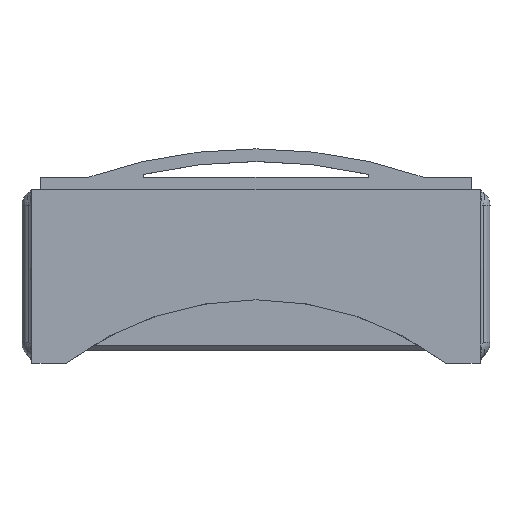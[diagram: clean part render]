
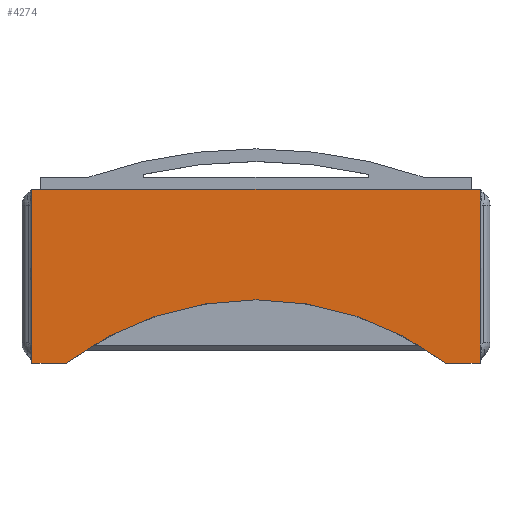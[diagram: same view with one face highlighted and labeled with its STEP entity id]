
A CAD part, top view. The second image highlights one B-rep face of the part: STEP entity #4274.
In plain terms, the highlighted planar face has unit normal (0, 0, 1).
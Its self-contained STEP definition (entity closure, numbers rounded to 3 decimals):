
#3294 = VERTEX_POINT('',#3295);
#3295 = CARTESIAN_POINT('',(-7.725,19.,2.2));
#3301 = EDGE_CURVE('',#3302,#3294,#3304,.T.);
#3302 = VERTEX_POINT('',#3303);
#3303 = CARTESIAN_POINT('',(48.975,19.,2.2));
#3304 = LINE('',#3305,#3306);
#3305 = CARTESIAN_POINT('',(48.975,19.,2.2));
#3306 = VECTOR('',#3307,1.);
#3307 = DIRECTION('',(-1.,0.,0.));
#3835 = VERTEX_POINT('',#3836);
#3836 = CARTESIAN_POINT('',(44.625,-3.,2.2));
#3844 = VERTEX_POINT('',#3845);
#3845 = CARTESIAN_POINT('',(-3.375,-3.,2.2));
#3851 = EDGE_CURVE('',#3835,#3844,#3852,.T.);
#3852 = CIRCLE('',#3853,40.);
#3853 = AXIS2_PLACEMENT_3D('',#3854,#3855,#3856);
#3854 = CARTESIAN_POINT('',(20.625,-35.,2.2));
#3855 = DIRECTION('',(0.,0.,1.));
#3856 = DIRECTION('',(1.,0.,0.));
#4254 = EDGE_CURVE('',#3302,#4255,#4257,.T.);
#4255 = VERTEX_POINT('',#4256);
#4256 = CARTESIAN_POINT('',(48.975,18.453,2.2));
#4257 = LINE('',#4258,#4259);
#4258 = CARTESIAN_POINT('',(48.975,19.,2.2));
#4259 = VECTOR('',#4260,1.);
#4260 = DIRECTION('',(0.,-1.,0.));
#4274 = ADVANCED_FACE('',(#4275),#4434,.T.);
#4275 = FACE_BOUND('',#4276,.T.);
#4276 = EDGE_LOOP('',(#4277,#4278,#4279,#4287,#4299,#4330,#4342,#4350,
    #4356,#4357,#4365,#4373,#4385,#4424));
#4277 = ORIENTED_EDGE('',*,*,#4254,.F.);
#4278 = ORIENTED_EDGE('',*,*,#3301,.T.);
#4279 = ORIENTED_EDGE('',*,*,#4280,.T.);
#4280 = EDGE_CURVE('',#3294,#4281,#4283,.T.);
#4281 = VERTEX_POINT('',#4282);
#4282 = CARTESIAN_POINT('',(-7.725,18.454,2.2));
#4283 = LINE('',#4284,#4285);
#4284 = CARTESIAN_POINT('',(-7.725,19.,2.2));
#4285 = VECTOR('',#4286,1.);
#4286 = DIRECTION('',(0.,-1.,0.));
#4287 = ORIENTED_EDGE('',*,*,#4288,.F.);
#4288 = EDGE_CURVE('',#4289,#4281,#4291,.T.);
#4289 = VERTEX_POINT('',#4290);
#4290 = CARTESIAN_POINT('',(-7.725,16.94,2.2));
#4291 = ( BOUNDED_CURVE() B_SPLINE_CURVE(6,(#4292,#4293,#4294,#4295,
#4296,#4297,#4298),.UNSPECIFIED.,.F.,.F.) B_SPLINE_CURVE_WITH_KNOTS((7,7
),(46.687,47.832),.PIECEWISE_BEZIER_KNOTS.) CURVE() 
GEOMETRIC_REPRESENTATION_ITEM() RATIONAL_B_SPLINE_CURVE((1.,1.,1.,1.,1.,
1.,1.)) REPRESENTATION_ITEM('') );
#4292 = CARTESIAN_POINT('',(-7.725,16.94,2.2));
#4293 = CARTESIAN_POINT('',(-7.725,17.161,2.2));
#4294 = CARTESIAN_POINT('',(-7.725,17.382,2.2));
#4295 = CARTESIAN_POINT('',(-7.725,17.611,2.2));
#4296 = CARTESIAN_POINT('',(-7.725,17.857,2.2));
#4297 = CARTESIAN_POINT('',(-7.725,18.129,2.2));
#4298 = CARTESIAN_POINT('',(-7.725,18.454,2.2));
#4299 = ORIENTED_EDGE('',*,*,#4300,.F.);
#4300 = EDGE_CURVE('',#4301,#4289,#4303,.T.);
#4301 = VERTEX_POINT('',#4302);
#4302 = CARTESIAN_POINT('',(-7.725,-0.585,2.2));
#4303 = ( BOUNDED_CURVE() B_SPLINE_CURVE(9,(#4304,#4305,#4306,#4307,
    #4308,#4309,#4310,#4311,#4312,#4313,#4314,#4315,#4316,#4317,#4318,
    #4319,#4320,#4321,#4322,#4323,#4324,#4325,#4326,#4327,#4328,#4329),
.UNSPECIFIED.,.F.,.F.) B_SPLINE_CURVE_WITH_KNOTS((10,8,8,10),(
    29.244,29.306,37.997,46.687),
.UNSPECIFIED.) CURVE() GEOMETRIC_REPRESENTATION_ITEM() 
RATIONAL_B_SPLINE_CURVE((1.,1.,1.,1.,1.,1.,1.,1.,1.,1.,1.,1.,1.,1.,1.,1.
,1.,1.,1.,1.,1.,1.,1.,1.,1.,1.)) REPRESENTATION_ITEM('') );
#4304 = CARTESIAN_POINT('',(-7.725,-0.585,2.2));
#4305 = CARTESIAN_POINT('',(-7.725,-0.578,2.2));
#4306 = CARTESIAN_POINT('',(-7.725,-0.57,2.2));
#4307 = CARTESIAN_POINT('',(-7.725,-0.562,2.2));
#4308 = CARTESIAN_POINT('',(-7.725,-0.555,2.2));
#4309 = CARTESIAN_POINT('',(-7.725,-0.547,2.2));
#4310 = CARTESIAN_POINT('',(-7.725,-0.539,2.2));
#4311 = CARTESIAN_POINT('',(-7.725,-0.532,2.2));
#4312 = CARTESIAN_POINT('',(-7.725,-0.524,2.2));
#4313 = CARTESIAN_POINT('',(-7.725,0.543,2.2));
#4314 = CARTESIAN_POINT('',(-7.725,1.451,2.2));
#4315 = CARTESIAN_POINT('',(-7.725,2.41,2.2));
#4316 = CARTESIAN_POINT('',(-7.725,3.366,2.2));
#4317 = CARTESIAN_POINT('',(-7.725,4.344,2.2));
#4318 = CARTESIAN_POINT('',(-7.725,5.316,2.2));
#4319 = CARTESIAN_POINT('',(-7.725,6.291,2.2));
#4320 = CARTESIAN_POINT('',(-7.725,7.265,2.2));
#4321 = CARTESIAN_POINT('',(-7.725,9.208,2.2));
#4322 = CARTESIAN_POINT('',(-7.725,10.178,2.2));
#4323 = CARTESIAN_POINT('',(-7.725,11.146,2.2));
#4324 = CARTESIAN_POINT('',(-7.725,12.112,2.2));
#4325 = CARTESIAN_POINT('',(-7.725,13.078,2.2));
#4326 = CARTESIAN_POINT('',(-7.725,14.043,2.2));
#4327 = CARTESIAN_POINT('',(-7.725,15.009,2.2));
#4328 = CARTESIAN_POINT('',(-7.725,15.974,2.2));
#4329 = CARTESIAN_POINT('',(-7.725,16.94,2.2));
#4330 = ORIENTED_EDGE('',*,*,#4331,.F.);
#4331 = EDGE_CURVE('',#4332,#4301,#4334,.T.);
#4332 = VERTEX_POINT('',#4333);
#4333 = CARTESIAN_POINT('',(-7.725,-1.953,2.2));
#4334 = ( BOUNDED_CURVE() B_SPLINE_CURVE(6,(#4335,#4336,#4337,#4338,
#4339,#4340,#4341),.UNSPECIFIED.,.F.,.F.) B_SPLINE_CURVE_WITH_KNOTS((7,7
),(28.197,29.244),.PIECEWISE_BEZIER_KNOTS.) CURVE() 
GEOMETRIC_REPRESENTATION_ITEM() RATIONAL_B_SPLINE_CURVE((1.,1.,1.,1.,1.,
1.,1.)) REPRESENTATION_ITEM('') );
#4335 = CARTESIAN_POINT('',(-7.725,-1.953,2.2));
#4336 = CARTESIAN_POINT('',(-7.725,-1.669,2.2));
#4337 = CARTESIAN_POINT('',(-7.725,-1.422,2.2));
#4338 = CARTESIAN_POINT('',(-7.725,-1.195,2.2));
#4339 = CARTESIAN_POINT('',(-7.725,-0.982,2.2));
#4340 = CARTESIAN_POINT('',(-7.725,-0.779,2.2));
#4341 = CARTESIAN_POINT('',(-7.725,-0.585,2.2));
#4342 = ORIENTED_EDGE('',*,*,#4343,.T.);
#4343 = EDGE_CURVE('',#4332,#4344,#4346,.T.);
#4344 = VERTEX_POINT('',#4345);
#4345 = CARTESIAN_POINT('',(-7.725,-3.,2.2));
#4346 = LINE('',#4347,#4348);
#4347 = CARTESIAN_POINT('',(-7.725,19.,2.2));
#4348 = VECTOR('',#4349,1.);
#4349 = DIRECTION('',(0.,-1.,0.));
#4350 = ORIENTED_EDGE('',*,*,#4351,.F.);
#4351 = EDGE_CURVE('',#3844,#4344,#4352,.T.);
#4352 = LINE('',#4353,#4354);
#4353 = CARTESIAN_POINT('',(48.975,-3.,2.2));
#4354 = VECTOR('',#4355,1.);
#4355 = DIRECTION('',(-1.,0.,0.));
#4356 = ORIENTED_EDGE('',*,*,#3851,.F.);
#4357 = ORIENTED_EDGE('',*,*,#4358,.F.);
#4358 = EDGE_CURVE('',#4359,#3835,#4361,.T.);
#4359 = VERTEX_POINT('',#4360);
#4360 = CARTESIAN_POINT('',(48.975,-3.,2.2));
#4361 = LINE('',#4362,#4363);
#4362 = CARTESIAN_POINT('',(48.975,-3.,2.2));
#4363 = VECTOR('',#4364,1.);
#4364 = DIRECTION('',(-1.,0.,0.));
#4365 = ORIENTED_EDGE('',*,*,#4366,.F.);
#4366 = EDGE_CURVE('',#4367,#4359,#4369,.T.);
#4367 = VERTEX_POINT('',#4368);
#4368 = CARTESIAN_POINT('',(48.975,-1.953,2.2));
#4369 = LINE('',#4370,#4371);
#4370 = CARTESIAN_POINT('',(48.975,19.,2.2));
#4371 = VECTOR('',#4372,1.);
#4372 = DIRECTION('',(0.,-1.,0.));
#4373 = ORIENTED_EDGE('',*,*,#4374,.F.);
#4374 = EDGE_CURVE('',#4375,#4367,#4377,.T.);
#4375 = VERTEX_POINT('',#4376);
#4376 = CARTESIAN_POINT('',(48.975,-0.585,2.2));
#4377 = ( BOUNDED_CURVE() B_SPLINE_CURVE(6,(#4378,#4379,#4380,#4381,
#4382,#4383,#4384),.UNSPECIFIED.,.F.,.F.) B_SPLINE_CURVE_WITH_KNOTS((7,7
),(70.094,71.14),.PIECEWISE_BEZIER_KNOTS.) CURVE() 
GEOMETRIC_REPRESENTATION_ITEM() RATIONAL_B_SPLINE_CURVE((1.,1.,1.,1.,1.,
1.,1.)) REPRESENTATION_ITEM('') );
#4378 = CARTESIAN_POINT('',(48.975,-0.585,2.2));
#4379 = CARTESIAN_POINT('',(48.975,-0.779,2.2));
#4380 = CARTESIAN_POINT('',(48.975,-0.982,2.2));
#4381 = CARTESIAN_POINT('',(48.975,-1.195,2.2));
#4382 = CARTESIAN_POINT('',(48.975,-1.422,2.2));
#4383 = CARTESIAN_POINT('',(48.975,-1.669,2.2));
#4384 = CARTESIAN_POINT('',(48.975,-1.953,2.2));
#4385 = ORIENTED_EDGE('',*,*,#4386,.F.);
#4386 = EDGE_CURVE('',#4387,#4375,#4389,.T.);
#4387 = VERTEX_POINT('',#4388);
#4388 = CARTESIAN_POINT('',(48.975,17.085,2.2));
#4389 = ( BOUNDED_CURVE() B_SPLINE_CURVE(9,(#4390,#4391,#4392,#4393,
    #4394,#4395,#4396,#4397,#4398,#4399,#4400,#4401,#4402,#4403,#4404,
    #4405,#4406,#4407,#4408,#4409,#4410,#4411,#4412,#4413,#4414,#4415,
    #4416,#4417,#4418,#4419,#4420,#4421,#4422,#4423),.UNSPECIFIED.,.F.,
.F.) B_SPLINE_CURVE_WITH_KNOTS((10,8,8,8,10),(52.587,
    52.65,61.341,70.031,70.094),
.UNSPECIFIED.) CURVE() GEOMETRIC_REPRESENTATION_ITEM() 
RATIONAL_B_SPLINE_CURVE((1.,1.,1.,1.,1.,1.,1.,1.,1.,1.,1.,1.,1.,1.,1.,1.
    ,1.,1.,1.,1.,1.,1.,1.,1.,1.,1.,1.,1.,1.,1.,1.,1.,1.,1.)) 
REPRESENTATION_ITEM('') );
#4390 = CARTESIAN_POINT('',(48.975,17.085,2.2));
#4391 = CARTESIAN_POINT('',(48.975,17.078,2.2));
#4392 = CARTESIAN_POINT('',(48.975,17.07,2.2));
#4393 = CARTESIAN_POINT('',(48.975,17.062,2.2));
#4394 = CARTESIAN_POINT('',(48.975,17.055,2.2));
#4395 = CARTESIAN_POINT('',(48.975,17.047,2.2));
#4396 = CARTESIAN_POINT('',(48.975,17.039,2.2));
#4397 = CARTESIAN_POINT('',(48.975,17.032,2.2));
#4398 = CARTESIAN_POINT('',(48.975,17.024,2.2));
#4399 = CARTESIAN_POINT('',(48.975,15.957,2.2));
#4400 = CARTESIAN_POINT('',(48.975,15.049,2.2));
#4401 = CARTESIAN_POINT('',(48.975,14.09,2.2));
#4402 = CARTESIAN_POINT('',(48.975,13.134,2.2));
#4403 = CARTESIAN_POINT('',(48.975,12.155,2.2));
#4404 = CARTESIAN_POINT('',(48.975,11.182,2.2));
#4405 = CARTESIAN_POINT('',(48.975,10.204,2.2));
#4406 = CARTESIAN_POINT('',(48.975,9.227,2.2));
#4407 = CARTESIAN_POINT('',(48.975,7.273,2.2));
#4408 = CARTESIAN_POINT('',(48.975,6.296,2.2));
#4409 = CARTESIAN_POINT('',(48.975,5.318,2.2));
#4410 = CARTESIAN_POINT('',(48.975,4.345,2.2));
#4411 = CARTESIAN_POINT('',(48.975,3.366,2.2));
#4412 = CARTESIAN_POINT('',(48.975,2.41,2.2));
#4413 = CARTESIAN_POINT('',(48.975,1.451,2.2));
#4414 = CARTESIAN_POINT('',(48.975,0.543,2.2));
#4415 = CARTESIAN_POINT('',(48.975,-0.524,2.2));
#4416 = CARTESIAN_POINT('',(48.975,-0.532,2.2));
#4417 = CARTESIAN_POINT('',(48.975,-0.539,2.2));
#4418 = CARTESIAN_POINT('',(48.975,-0.547,2.2));
#4419 = CARTESIAN_POINT('',(48.975,-0.555,2.2));
#4420 = CARTESIAN_POINT('',(48.975,-0.562,2.2));
#4421 = CARTESIAN_POINT('',(48.975,-0.57,2.2));
#4422 = CARTESIAN_POINT('',(48.975,-0.578,2.2));
#4423 = CARTESIAN_POINT('',(48.975,-0.585,2.2));
#4424 = ORIENTED_EDGE('',*,*,#4425,.F.);
#4425 = EDGE_CURVE('',#4255,#4387,#4426,.T.);
#4426 = ( BOUNDED_CURVE() B_SPLINE_CURVE(6,(#4427,#4428,#4429,#4430,
#4431,#4432,#4433),.UNSPECIFIED.,.F.,.F.) B_SPLINE_CURVE_WITH_KNOTS((7,7
),(51.542,52.587),.PIECEWISE_BEZIER_KNOTS.) CURVE() 
GEOMETRIC_REPRESENTATION_ITEM() RATIONAL_B_SPLINE_CURVE((1.,1.,1.,1.,1.,
1.,1.)) REPRESENTATION_ITEM('') );
#4427 = CARTESIAN_POINT('',(48.975,18.453,2.2));
#4428 = CARTESIAN_POINT('',(48.975,18.168,2.2));
#4429 = CARTESIAN_POINT('',(48.975,17.922,2.2));
#4430 = CARTESIAN_POINT('',(48.975,17.695,2.2));
#4431 = CARTESIAN_POINT('',(48.975,17.482,2.2));
#4432 = CARTESIAN_POINT('',(48.975,17.279,2.2));
#4433 = CARTESIAN_POINT('',(48.975,17.085,2.2));
#4434 = PLANE('',#4435);
#4435 = AXIS2_PLACEMENT_3D('',#4436,#4437,#4438);
#4436 = CARTESIAN_POINT('',(20.625,8.,2.2));
#4437 = DIRECTION('',(0.,0.,1.));
#4438 = DIRECTION('',(0.,-1.,0.));
